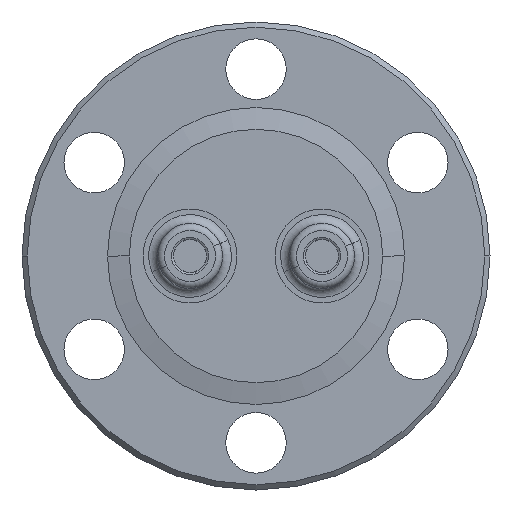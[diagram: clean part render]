
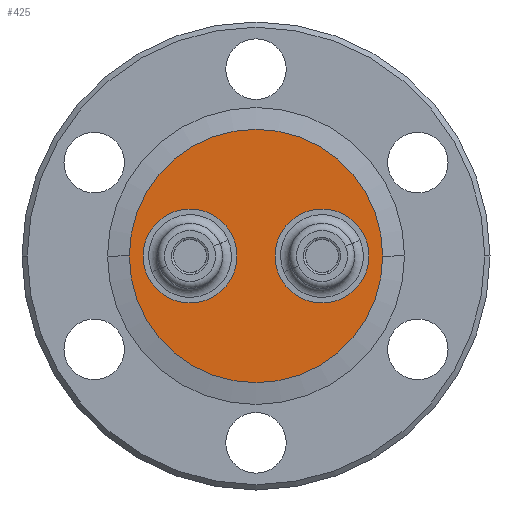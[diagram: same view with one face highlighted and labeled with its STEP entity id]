
A CAD part, front view. The second image highlights one B-rep face of the part: STEP entity #425.
In plain terms, the highlighted planar face has unit normal (0, -1, 0).
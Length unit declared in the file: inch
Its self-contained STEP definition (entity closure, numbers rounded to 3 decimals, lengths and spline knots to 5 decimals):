
#425 = ADVANCED_FACE ( 'NONE', ( #685, #644, #580 ), #3207, .T. ) ;
#580 = FACE_BOUND ( 'NONE', #851, .T. ) ;
#644 = FACE_OUTER_BOUND ( 'NONE', #853, .T. ) ;
#685 = FACE_BOUND ( 'NONE', #848, .T. ) ;
#848 = EDGE_LOOP ( 'NONE', ( #1269, #1270 ) ) ;
#851 = EDGE_LOOP ( 'NONE', ( #1273, #1274 ) ) ;
#853 = EDGE_LOOP ( 'NONE', ( #1271, #1272 ) ) ;
#1269 = ORIENTED_EDGE ( 'NONE', *, *, #1999, .T. ) ;
#1270 = ORIENTED_EDGE ( 'NONE', *, *, #2032, .T. ) ;
#1271 = ORIENTED_EDGE ( 'NONE', *, *, #2045, .T. ) ;
#1272 = ORIENTED_EDGE ( 'NONE', *, *, #2069, .T. ) ;
#1273 = ORIENTED_EDGE ( 'NONE', *, *, #2003, .T. ) ;
#1274 = ORIENTED_EDGE ( 'NONE', *, *, #2028, .T. ) ;
#1539 = VERTEX_POINT ( 'NONE', #3044 ) ;
#1540 = VERTEX_POINT ( 'NONE', #3043 ) ;
#1568 = VERTEX_POINT ( 'NONE', #3015 ) ;
#1570 = VERTEX_POINT ( 'NONE', #3011 ) ;
#1571 = VERTEX_POINT ( 'NONE', #3009 ) ;
#1572 = VERTEX_POINT ( 'NONE', #3008 ) ;
#1703 = DIRECTION ( 'NONE',  ( 1., 0., 0. ) ) ;
#1704 = DIRECTION ( 'NONE',  ( 0., -1., 0. ) ) ;
#1705 = CARTESIAN_POINT ( 'NONE',  ( 0., -0.234, 0. ) ) ;
#1999 = EDGE_CURVE ( 'NONE', #1568, #1571, #3789, .T. ) ;
#2003 = EDGE_CURVE ( 'NONE', #1570, #1572, #3783, .T. ) ;
#2028 = EDGE_CURVE ( 'NONE', #1572, #1570, #3747, .T. ) ;
#2032 = EDGE_CURVE ( 'NONE', #1571, #1568, #3744, .T. ) ;
#2045 = EDGE_CURVE ( 'NONE', #1540, #1539, #3727, .T. ) ;
#2069 = EDGE_CURVE ( 'NONE', #1539, #1540, #3702, .T. ) ;
#2313 = DIRECTION ( 'NONE',  ( 1., 0., 0. ) ) ;
#2314 = DIRECTION ( 'NONE',  ( 0., -1., 0. ) ) ;
#2315 = CARTESIAN_POINT ( 'NONE',  ( 0., -0.234, 0. ) ) ;
#2359 = DIRECTION ( 'NONE',  ( 1., 0., 0. ) ) ;
#2360 = DIRECTION ( 'NONE',  ( 0., 1., 0. ) ) ;
#2361 = CARTESIAN_POINT ( 'NONE',  ( 0.1875, -0.234, 0. ) ) ;
#2372 = DIRECTION ( 'NONE',  ( 1., 0., 0. ) ) ;
#2373 = DIRECTION ( 'NONE',  ( 0., 1., 0. ) ) ;
#2374 = CARTESIAN_POINT ( 'NONE',  ( -0.1875, -0.234, 0. ) ) ;
#2450 = DIRECTION ( 'NONE',  ( 1., 0., 0. ) ) ;
#2451 = DIRECTION ( 'NONE',  ( 0., 1., 0. ) ) ;
#2452 = CARTESIAN_POINT ( 'NONE',  ( -0.1875, -0.234, 0. ) ) ;
#2462 = DIRECTION ( 'NONE',  ( 1., 0., 0. ) ) ;
#2464 = DIRECTION ( 'NONE',  ( 0., 1., 0. ) ) ;
#2465 = CARTESIAN_POINT ( 'NONE',  ( 0.1875, -0.234, 0. ) ) ;
#3008 = CARTESIAN_POINT ( 'NONE',  ( -0.321, -0.234, 0. ) ) ;
#3009 = CARTESIAN_POINT ( 'NONE',  ( 0.054, -0.234, 0. ) ) ;
#3011 = CARTESIAN_POINT ( 'NONE',  ( -0.054, -0.234, 0. ) ) ;
#3015 = CARTESIAN_POINT ( 'NONE',  ( 0.321, -0.234, 0. ) ) ;
#3043 = CARTESIAN_POINT ( 'NONE',  ( 0.36, -0.234, 0. ) ) ;
#3044 = CARTESIAN_POINT ( 'NONE',  ( -0.36, -0.234, 0. ) ) ;
#3205 = DIRECTION ( 'NONE',  ( 1., 0., 0. ) ) ;
#3207 = PLANE ( 'NONE',  #3460 ) ;
#3209 = CARTESIAN_POINT ( 'NONE',  ( -0.36, -0.234, 0. ) ) ;
#3211 = DIRECTION ( 'NONE',  ( 0., -1., 0. ) ) ;
#3297 = AXIS2_PLACEMENT_3D ( 'NONE', #1705, #1704, #1703 ) ;
#3320 = AXIS2_PLACEMENT_3D ( 'NONE', #2315, #2314, #2313 ) ;
#3332 = AXIS2_PLACEMENT_3D ( 'NONE', #2361, #2360, #2359 ) ;
#3334 = AXIS2_PLACEMENT_3D ( 'NONE', #2374, #2373, #2372 ) ;
#3350 = AXIS2_PLACEMENT_3D ( 'NONE', #2452, #2451, #2450 ) ;
#3352 = AXIS2_PLACEMENT_3D ( 'NONE', #2465, #2464, #2462 ) ;
#3460 = AXIS2_PLACEMENT_3D ( 'NONE', #3209, #3211, #3205 ) ;
#3702 = CIRCLE ( 'NONE', #3297, 0.36 ) ;
#3727 = CIRCLE ( 'NONE', #3320, 0.36 ) ;
#3744 = CIRCLE ( 'NONE', #3332, 0.1335 ) ;
#3747 = CIRCLE ( 'NONE', #3334, 0.1335 ) ;
#3783 = CIRCLE ( 'NONE', #3350, 0.1335 ) ;
#3789 = CIRCLE ( 'NONE', #3352, 0.1335 ) ;
